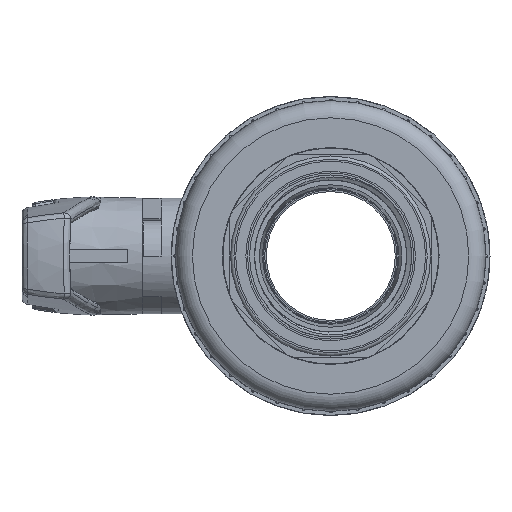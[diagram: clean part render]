
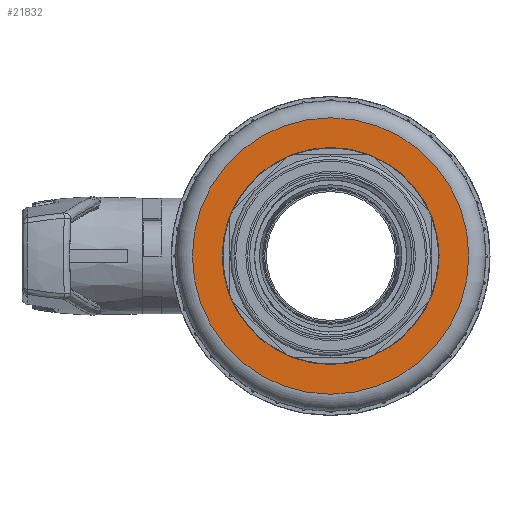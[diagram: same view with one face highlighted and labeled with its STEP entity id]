
A CAD part, left-side view. The second image highlights one B-rep face of the part: STEP entity #21832.
In plain terms, the highlighted planar face has unit normal (-1, 0, 0).
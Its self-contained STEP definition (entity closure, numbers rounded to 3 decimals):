
#335=FACE_BOUND('',#3968,.T.);
#2655=FACE_OUTER_BOUND('',#3967,.T.);
#3967=EDGE_LOOP('',(#19329));
#3968=EDGE_LOOP('',(#19330));
#8016=CIRCLE('',#23865,40.75);
#8017=CIRCLE('',#23866,32.);
#10153=VERTEX_POINT('',#71139);
#10154=VERTEX_POINT('',#71141);
#13301=EDGE_CURVE('',#10153,#10153,#8016,.T.);
#13302=EDGE_CURVE('',#10154,#10154,#8017,.T.);
#19329=ORIENTED_EDGE('',*,*,#13301,.T.);
#19330=ORIENTED_EDGE('',*,*,#13302,.T.);
#20706=PLANE('',#23864);
#21832=ADVANCED_FACE('',(#2655,#335),#20706,.F.);
#23864=AXIS2_PLACEMENT_3D('',#71138,#29208,#29209);
#23865=AXIS2_PLACEMENT_3D('',#71140,#29210,#29211);
#23866=AXIS2_PLACEMENT_3D('',#71142,#29212,#29213);
#29208=DIRECTION('center_axis',(1.,0.,0.));
#29209=DIRECTION('ref_axis',(0.,1.,0.));
#29210=DIRECTION('center_axis',(-1.,0.,0.));
#29211=DIRECTION('ref_axis',(0.,1.,0.));
#29212=DIRECTION('center_axis',(1.,0.,0.));
#29213=DIRECTION('ref_axis',(0.,0.,-1.));
#71138=CARTESIAN_POINT('Origin',(-315.1,44.5,0.));
#71139=CARTESIAN_POINT('',(-315.1,-42.,0.));
#71140=CARTESIAN_POINT('Origin',(-315.1,-1.25,0.));
#71141=CARTESIAN_POINT('',(-315.1,-1.25,32.));
#71142=CARTESIAN_POINT('Origin',(-315.1,-1.25,0.));
